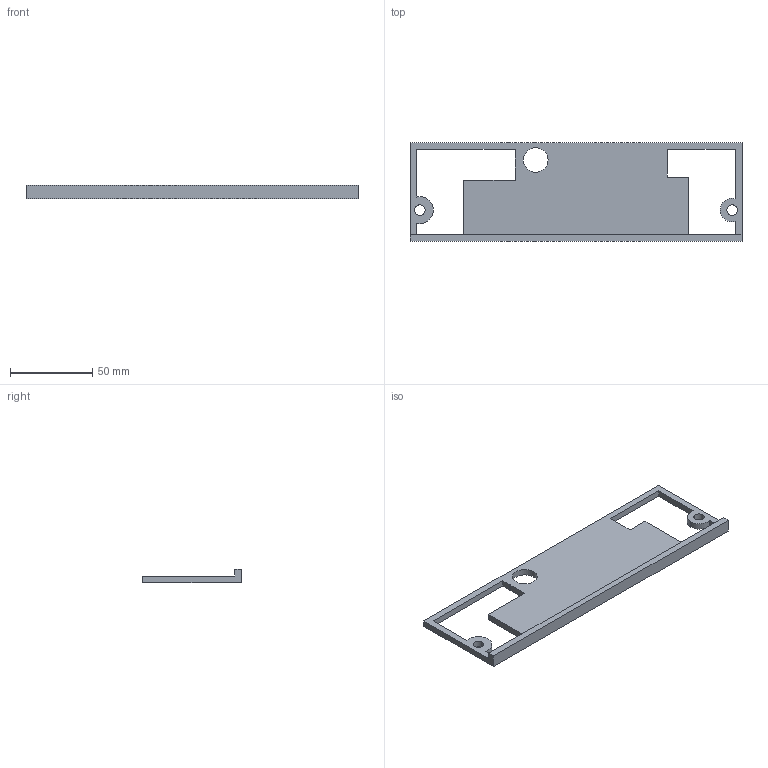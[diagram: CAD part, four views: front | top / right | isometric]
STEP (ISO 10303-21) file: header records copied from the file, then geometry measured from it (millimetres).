
FILE_DESCRIPTION(('HOOPS Exchange Step'),'2;1');
FILE_NAME('temp_export','2024-06-09T18:01:40+02:00',('Hacked'),('Shapr3D Limited'),'HOOPS Exchange 2024.2','Shapr3D','Authorized');
FILE_SCHEMA( ('AUTOMOTIVE_DESIGN { 1 0 10303 214 1 1 1 1 }') );
Length unit declared in the file: millimetre
Products named in the file (7): temp_import.step; root
Assembly tree (6 placements, depth 4):
  root
    temp_import.step
      temp_import.step
        temp_import.step
    temp_import.step
      temp_import.step
        temp_import.step
Bounding box: 202 x 60 x 8 mm (x, y, z)
Volume: 34545.6 mm3; surface area: 25126.6 mm2
Topology: 1 solids, 1 shells, 417 faces, 1149 edges, 768 vertices
Faces by surface type: plane 251, bspline 158, cylinder 8
Full cylindrical faces by diameter (mm): 6.4 x2, 15 x1
Entity records: 16693 total; most frequent: CARTESIAN_POINT 6957, ORIENTED_EDGE 2298, DIRECTION 1387, EDGE_CURVE 1149, VECTOR 811, LINE 811, VERTEX_POINT 768, EDGE_LOOP 461
